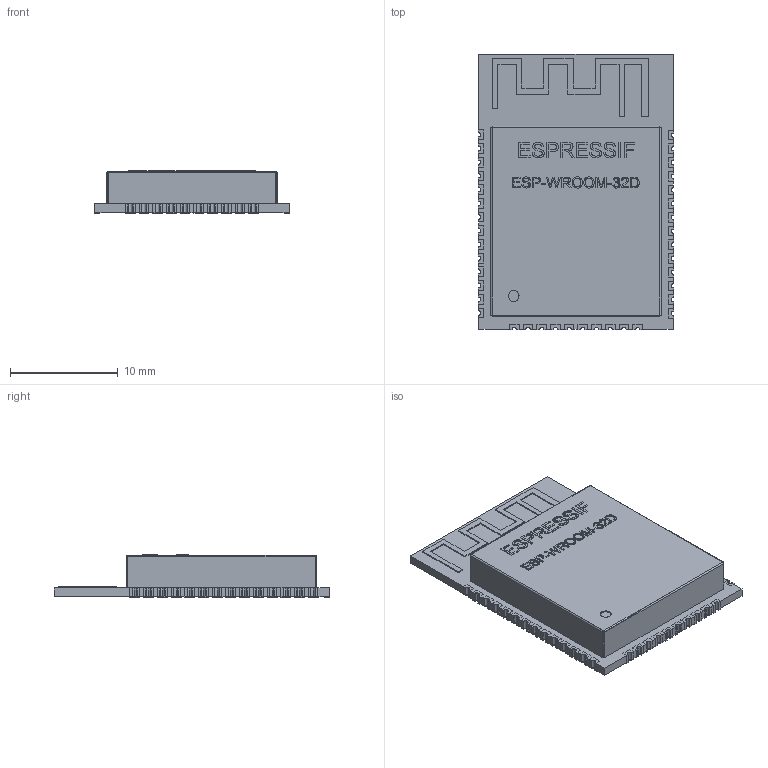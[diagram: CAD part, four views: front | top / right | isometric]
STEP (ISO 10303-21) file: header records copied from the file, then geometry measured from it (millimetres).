
FILE_DESCRIPTION (( 'STEP AP214' ), '1' );
FILE_NAME ('esp32_wroom_32D_module.step', '2025-08-17T10:07:37', ( '' ), ( '' ), 'SwSTEP 2.0', 'SolidWorks 2022', '' );
FILE_SCHEMA (( 'AUTOMOTIVE_DESIGN' ));
Length unit declared in the file: millimetre
Products named in the file (1): esp32_wroom_32D_module
Bounding box: 18.1 x 25.55 x 3.9 mm (x, y, z)
Volume: 426.2 mm3; surface area: 2098.4 mm2
Topology: 62 solids, 62 shells, 1019 faces, 2666 edges, 1772 vertices
Faces by surface type: plane 624, bspline 295, cylinder 100
Entity records: 43226 total; most frequent: CARTESIAN_POINT 8113, ORIENTED_EDGE 5332, DIRECTION 3726, EDGE_CURVE 2666, LINE 1876, VECTOR 1876, VERTEX_POINT 1772, UNCERTAINTY_MEASURE_WITH_UNIT 1083
